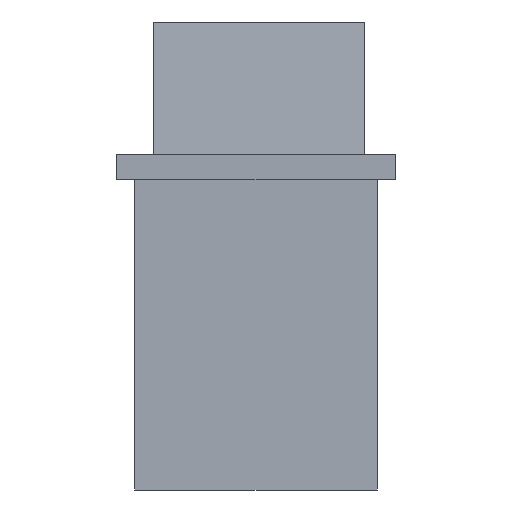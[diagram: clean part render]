
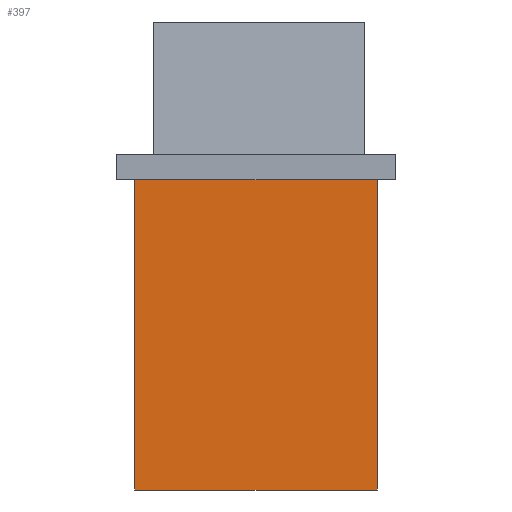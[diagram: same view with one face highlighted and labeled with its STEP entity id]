
A CAD part, left-side view. The second image highlights one B-rep face of the part: STEP entity #397.
In plain terms, the highlighted planar face has unit normal (-1, 0, 0).
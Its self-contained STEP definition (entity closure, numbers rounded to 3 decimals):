
#185=CARTESIAN_POINT('POINT14',(-7.468,-5.461,-13.97));
#186=VERTEX_POINT('VERTEX14',#185);
#193=CARTESIAN_POINT('POINT15',(-7.468,5.461,-13.97));
#194=VERTEX_POINT('VERTEX15',#193);
#195=CARTESIAN_POINT('POS24',(-7.468,-5.461,-13.97));
#196=DIRECTION('DIR30',(0.,1.,0.));
#197=VECTOR('VEC18',#196,25.4);
#198=LINE('STRAIGHT18',#195,#197);
#199=EDGE_CURVE('EDGE18',#186,#194,#198,.T.);
#350=CARTESIAN_POINT('POINT23',(-7.468,-5.461,0.));
#351=VERTEX_POINT('VERTEX23',#350);
#352=CARTESIAN_POINT('POS44',(-7.468,-5.461,0.));
#353=DIRECTION('DIR56',(0.,0.,-1.));
#354=VECTOR('VEC32',#353,25.4);
#355=LINE('STRAIGHT32',#352,#354);
#356=EDGE_CURVE('EDGE32',#351,#186,#355,.T.);
#374=CARTESIAN_POINT('POINT24',(-7.468,5.461,0.));
#375=VERTEX_POINT('VERTEX24',#374);
#376=CARTESIAN_POINT('POS47',(-7.468,5.461,0.));
#377=DIRECTION('DIR60',(0.,0.,-1.));
#378=VECTOR('VEC34',#377,25.4);
#379=LINE('STRAIGHT34',#376,#378);
#380=EDGE_CURVE('EDGE34',#375,#194,#379,.T.);
#381=ORIENTED_EDGE('COEDGE57',*,*,#380,.T.);
#382=ORIENTED_EDGE('COEDGE58',*,*,#199,.F.);
#383=ORIENTED_EDGE('COEDGE59',*,*,#356,.F.);
#384=CARTESIAN_POINT('POS48',(-7.468,-5.461,0.));
#385=DIRECTION('DIR61',(0.,1.,0.));
#386=VECTOR('VEC35',#385,25.4);
#387=LINE('STRAIGHT35',#384,#386);
#388=EDGE_CURVE('EDGE35',#351,#375,#387,.T.);
#389=ORIENTED_EDGE('COEDGE60',*,*,#388,.T.);
#390=EDGE_LOOP('NONE',(#381,#382,#383,#389));
#391=FACE_BOUND('LOOP1',#390,.T.);
#392=CARTESIAN_POINT('POS49',(-7.468,-5.461,0.));
#393=DIRECTION('DIR62',(-1.,0.,0.));
#394=DIRECTION('DIR63',(0.,1.,0.));
#395=AXIS2_PLACEMENT_3D('AXIS14',#392,#393,#394);
#396=PLANE('PLANE14',#395);
#397=ADVANCED_FACE('FACE14',(#391),#396,.T.);
